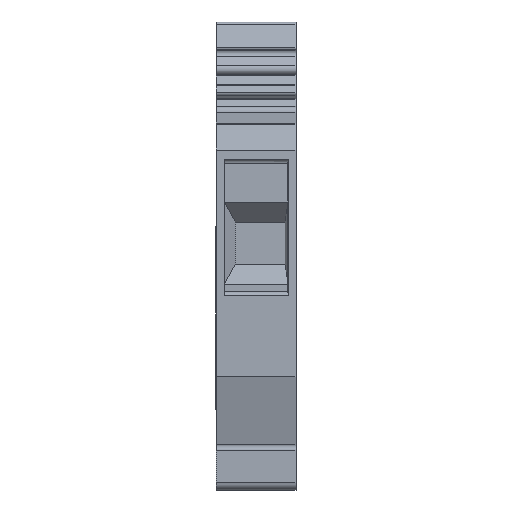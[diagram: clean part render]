
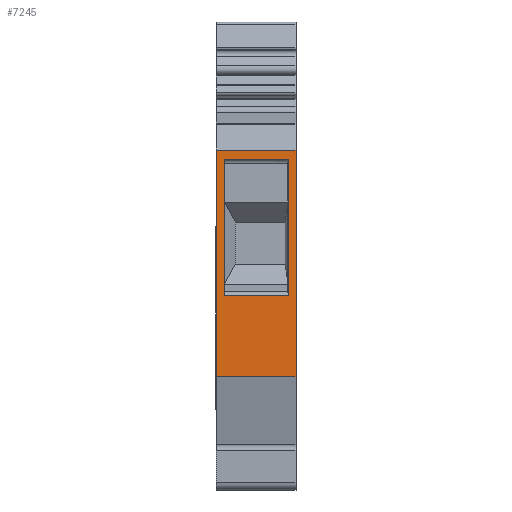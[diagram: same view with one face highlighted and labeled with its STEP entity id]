
A CAD part, left-side view. The second image highlights one B-rep face of the part: STEP entity #7245.
In plain terms, the highlighted planar face has unit normal (-1, 0, 0).
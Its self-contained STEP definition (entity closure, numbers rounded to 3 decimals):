
#1200=ORIENTED_EDGE('',*,*,#2541,.T.);
#1201=ORIENTED_EDGE('',*,*,#2539,.F.);
#1202=ORIENTED_EDGE('',*,*,#2538,.F.);
#1203=ORIENTED_EDGE('',*,*,#2543,.T.);
#1204=ORIENTED_EDGE('',*,*,#2570,.F.);
#1205=ORIENTED_EDGE('',*,*,#2466,.F.);
#1206=ORIENTED_EDGE('',*,*,#2001,.T.);
#1207=ORIENTED_EDGE('',*,*,#2102,.T.);
#2001=EDGE_CURVE('',#2792,#2791,#3314,.T.);
#2102=EDGE_CURVE('',#2791,#2884,#3367,.T.);
#2466=EDGE_CURVE('',#2792,#3194,#3577,.T.);
#2538=EDGE_CURVE('',#3247,#3246,#3630,.T.);
#2539=EDGE_CURVE('',#3246,#3248,#3631,.T.);
#2541=EDGE_CURVE('',#3249,#3248,#3633,.T.);
#2543=EDGE_CURVE('',#3247,#3249,#3635,.T.);
#2570=EDGE_CURVE('',#3194,#2884,#3662,.T.);
#2791=VERTEX_POINT('',#9507);
#2792=VERTEX_POINT('',#9509);
#2884=VERTEX_POINT('',#9767);
#3194=VERTEX_POINT('',#10557);
#3246=VERTEX_POINT('',#10694);
#3247=VERTEX_POINT('',#10696);
#3248=VERTEX_POINT('',#10700);
#3249=VERTEX_POINT('',#10704);
#3314=LINE('',#9508,#3851);
#3367=LINE('',#9768,#3904);
#3577=LINE('',#10556,#4114);
#3630=LINE('',#10697,#4167);
#3631=LINE('',#10699,#4168);
#3633=LINE('',#10703,#4170);
#3635=LINE('',#10707,#4172);
#3662=LINE('',#10761,#4199);
#3851=VECTOR('',#7963,1000.);
#3904=VECTOR('',#8118,1000.);
#4114=VECTOR('',#8706,1000.);
#4167=VECTOR('',#8827,1000.);
#4168=VECTOR('',#8830,1000.);
#4170=VECTOR('',#8834,1000.);
#4172=VECTOR('',#8838,1000.);
#4199=VECTOR('',#8919,1000.);
#4503=EDGE_LOOP('',(#1200,#1201,#1202,#1203));
#4504=EDGE_LOOP('',(#1204,#1205,#1206,#1207));
#4807=FACE_BOUND('',#4503,.T.);
#4808=FACE_BOUND('',#4504,.T.);
#5040=PLANE('',#7727);
#7245=ADVANCED_FACE('',(#4807,#4808),#5040,.T.);
#7727=AXIS2_PLACEMENT_3D('',#10760,#8917,#8918);
#7963=DIRECTION('',(0.,-1.,0.));
#8118=DIRECTION('',(0.,0.,1.));
#8706=DIRECTION('',(0.,0.,1.));
#8827=DIRECTION('',(0.,1.,0.));
#8830=DIRECTION('',(0.,0.,-1.));
#8834=DIRECTION('',(0.,1.,0.));
#8838=DIRECTION('',(0.,0.,-1.));
#8917=DIRECTION('',(-1.,0.,0.));
#8918=DIRECTION('',(0.,0.,1.));
#8919=DIRECTION('',(0.,-1.,0.));
#9507=CARTESIAN_POINT('',(-26.,-10.,-15.09));
#9508=CARTESIAN_POINT('',(-26.,0.,-15.09));
#9509=CARTESIAN_POINT('',(-26.,0.,-15.09));
#9767=CARTESIAN_POINT('',(-26.,-10.,13.246));
#9768=CARTESIAN_POINT('',(-26.,-10.,-29.25));
#10556=CARTESIAN_POINT('',(-26.,0.,-29.25));
#10557=CARTESIAN_POINT('',(-26.,0.,13.246));
#10694=CARTESIAN_POINT('',(-26.,-1.,12.05));
#10696=CARTESIAN_POINT('',(-26.,-9.,12.05));
#10697=CARTESIAN_POINT('',(-26.,-9.,12.05));
#10699=CARTESIAN_POINT('',(-26.,-1.,12.05));
#10700=CARTESIAN_POINT('',(-26.,-1.,-4.95));
#10703=CARTESIAN_POINT('',(-26.,-9.,-4.95));
#10704=CARTESIAN_POINT('',(-26.,-9.,-4.95));
#10707=CARTESIAN_POINT('',(-26.,-9.,12.05));
#10760=CARTESIAN_POINT('',(-26.,-10.,-29.25));
#10761=CARTESIAN_POINT('',(-26.,68.907,13.246));
